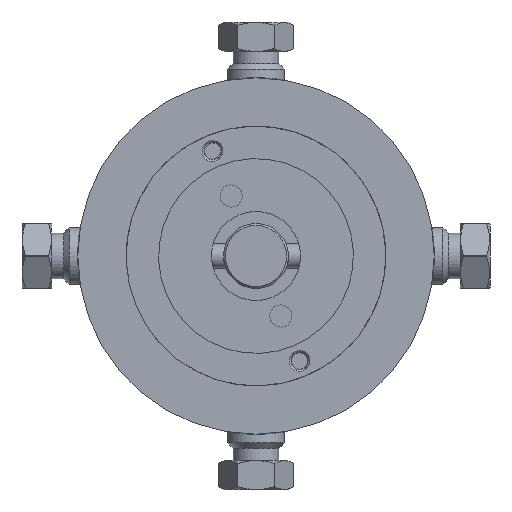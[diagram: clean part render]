
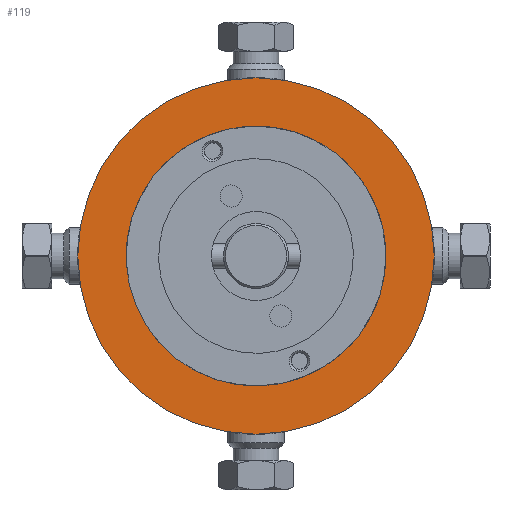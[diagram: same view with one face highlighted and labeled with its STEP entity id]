
A CAD part, left-side view. The second image highlights one B-rep face of the part: STEP entity #119.
In plain terms, the highlighted planar face has unit normal (-1, 0, 0).
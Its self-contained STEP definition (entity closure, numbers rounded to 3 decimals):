
#70=CARTESIAN_POINT('',(6.35,26.956,0.0));
#71=DIRECTION('',(-1.0,0.0,0.0));
#72=DIRECTION('',(0.0,0.0,1.0));
#73=AXIS2_PLACEMENT_3D('',#70,#71,#72);
#74=PLANE('',#73);
#75=CARTESIAN_POINT('',(6.35,34.862,0.0));
#76=VERTEX_POINT('',#75);
#77=CARTESIAN_POINT('',(6.35,0.,0.0));
#78=DIRECTION('',(1.0,0.0,0.0));
#79=DIRECTION('',(0.0,1.0,0.0));
#80=AXIS2_PLACEMENT_3D('',#77,#78,#79);
#81=CIRCLE('',#80,34.862);
#82=EDGE_CURVE('',#76,#76,#81,.T.);
#83=ORIENTED_EDGE('',*,*,#82,.F.);
#84=EDGE_LOOP('',(#83));
#85=FACE_OUTER_BOUND('',#84,.T.);
#86=CARTESIAN_POINT('',(6.35,19.05,0.0));
#87=VERTEX_POINT('',#86);
#88=CARTESIAN_POINT('',(6.35,0.,0.0));
#89=DIRECTION('',(1.0,0.0,0.0));
#90=DIRECTION('',(0.0,1.0,0.0));
#91=AXIS2_PLACEMENT_3D('',#88,#89,#90);
#92=CIRCLE('',#91,19.05);
#93=EDGE_CURVE('',#87,#87,#92,.T.);
#94=ORIENTED_EDGE('',*,*,#93,.T.);
#95=EDGE_LOOP('',(#94));
#96=FACE_BOUND('',#95,.T.);
#97=CARTESIAN_POINT('',(6.35,-8.505,-18.374));
#98=VERTEX_POINT('',#97);
#99=CARTESIAN_POINT('',(6.35,-8.505,-20.533));
#100=DIRECTION('',(1.0,0.0,0.0));
#101=DIRECTION('',(0.0,0.0,1.0));
#102=AXIS2_PLACEMENT_3D('',#99,#100,#101);
#103=CIRCLE('',#102,2.159);
#104=EDGE_CURVE('',#98,#98,#103,.T.);
#105=ORIENTED_EDGE('',*,*,#104,.T.);
#106=EDGE_LOOP('',(#105));
#107=FACE_BOUND('',#106,.T.);
#108=CARTESIAN_POINT('',(6.35,8.505,22.692));
#109=VERTEX_POINT('',#108);
#110=CARTESIAN_POINT('',(6.35,8.505,20.533));
#111=DIRECTION('',(1.0,0.0,0.0));
#112=DIRECTION('',(0.0,0.0,1.0));
#113=AXIS2_PLACEMENT_3D('',#110,#111,#112);
#114=CIRCLE('',#113,2.159);
#115=EDGE_CURVE('',#109,#109,#114,.T.);
#116=ORIENTED_EDGE('',*,*,#115,.T.);
#117=EDGE_LOOP('',(#116));
#118=FACE_BOUND('',#117,.T.);
#119=ADVANCED_FACE('',(#85,#96,#107,#118),#74,.T.);
